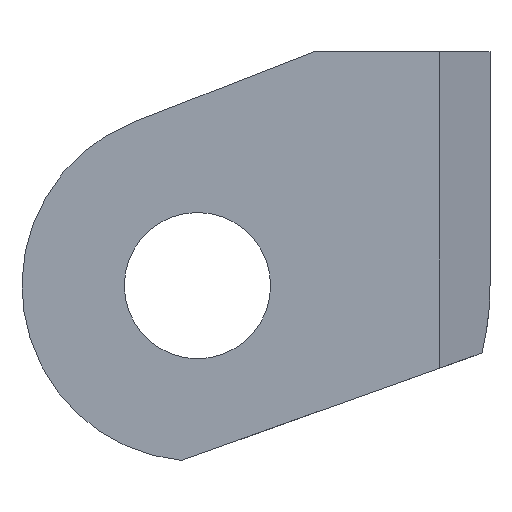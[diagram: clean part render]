
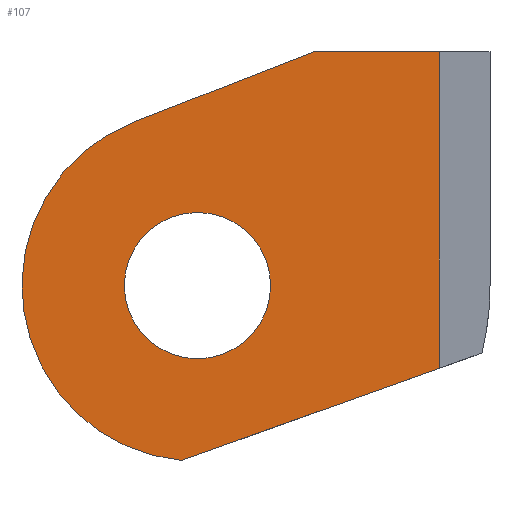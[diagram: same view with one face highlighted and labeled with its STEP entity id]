
A CAD part, front view. The second image highlights one B-rep face of the part: STEP entity #107.
In plain terms, the highlighted planar face has unit normal (0, -1, 0).
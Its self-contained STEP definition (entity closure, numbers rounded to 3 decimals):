
#107=ADVANCED_FACE('',(#225,#227),#229,.T.);
#225=FACE_BOUND('',#226,.T.);
#226=EDGE_LOOP('',(#319,#320,#321,#322,#323));
#227=FACE_BOUND('',#228,.T.);
#228=EDGE_LOOP('',(#324));
#229=PLANE('',#230);
#230=AXIS2_PLACEMENT_3D('',#231,#232,#233);
#231=CARTESIAN_POINT('',(7.718,8.017,38.346));
#232=DIRECTION('',(0.,-1.,0.));
#233=DIRECTION('',(1.,0.,0.));
#319=ORIENTED_EDGE('',*,*,#385,.T.);
#320=ORIENTED_EDGE('',*,*,#369,.T.);
#321=ORIENTED_EDGE('',*,*,#386,.F.);
#322=ORIENTED_EDGE('',*,*,#387,.T.);
#323=ORIENTED_EDGE('',*,*,#372,.F.);
#324=ORIENTED_EDGE('',*,*,#388,.T.);
#369=EDGE_CURVE('',#415,#413,#416,.T.);
#372=EDGE_CURVE('',#419,#421,#422,.F.);
#385=EDGE_CURVE('',#419,#415,#443,.T.);
#386=EDGE_CURVE('',#444,#413,#445,.T.);
#387=EDGE_CURVE('',#444,#421,#446,.F.);
#388=EDGE_CURVE('',#447,#447,#448,.T.);
#413=VERTEX_POINT('',#496);
#415=VERTEX_POINT('',#500);
#416=LINE('',#501,#502);
#419=VERTEX_POINT('',#508);
#421=VERTEX_POINT('',#512);
#422=CIRCLE('',#513,6.);
#443=LINE('',#615,#616);
#444=VERTEX_POINT('',#618);
#445=LINE('',#619,#620);
#446=LINE('',#622,#623);
#447=VERTEX_POINT('',#625);
#448=CIRCLE('',#626,2.5);
#496=CARTESIAN_POINT('',(21.986,8.017,52.346));
#500=CARTESIAN_POINT('',(21.986,8.017,41.522));
#501=CARTESIAN_POINT('',(21.986,8.017,41.522));
#502=VECTOR('',#503,1.);
#503=DIRECTION('',(0.,0.,1.));
#508=CARTESIAN_POINT('',(13.177,8.017,38.371));
#512=CARTESIAN_POINT('',(11.538,8.017,49.936));
#513=AXIS2_PLACEMENT_3D('',#514,#515,#516);
#514=CARTESIAN_POINT('',(13.718,8.017,44.346));
#515=DIRECTION('',(0.,-1.,0.));
#516=DIRECTION('',(-0.363,0.,0.932));
#615=CARTESIAN_POINT('',(13.177,8.017,38.371));
#616=VECTOR('',#617,1.);
#617=DIRECTION('',(0.942,0.,0.337));
#618=CARTESIAN_POINT('',(17.718,8.017,52.346));
#619=CARTESIAN_POINT('',(17.718,8.017,52.346));
#620=VECTOR('',#621,1.);
#621=DIRECTION('',(1.,0.,0.));
#622=CARTESIAN_POINT('',(11.538,8.017,49.936));
#623=VECTOR('',#624,1.);
#624=DIRECTION('',(0.932,0.,0.363));
#625=CARTESIAN_POINT('',(11.218,8.017,44.346));
#626=AXIS2_PLACEMENT_3D('',#627,#628,#629);
#627=CARTESIAN_POINT('',(13.718,8.017,44.346));
#628=DIRECTION('',(0.,1.,0.));
#629=DIRECTION('',(-1.,0.,0.));
